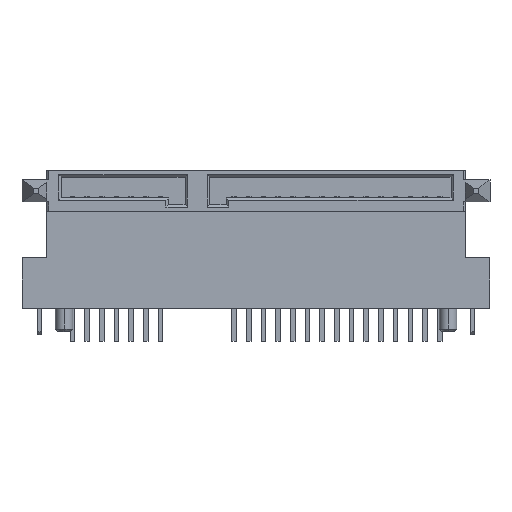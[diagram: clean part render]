
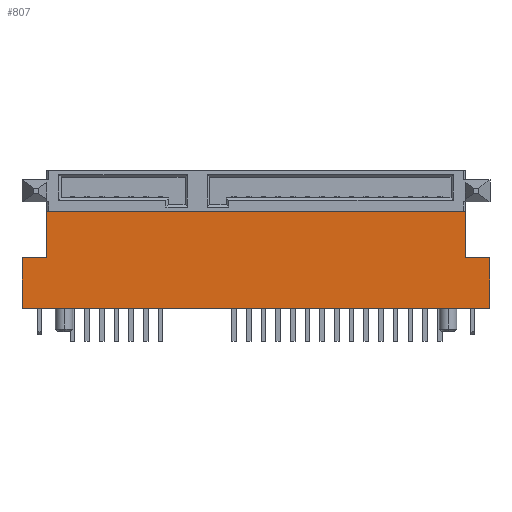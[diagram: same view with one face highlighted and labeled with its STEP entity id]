
A CAD part, front view. The second image highlights one B-rep face of the part: STEP entity #807.
In plain terms, the highlighted planar face has unit normal (0, -1, 0).
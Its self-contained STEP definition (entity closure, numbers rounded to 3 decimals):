
#807=ADVANCED_FACE('',(#1910),#17596,.T.);
#1910=FACE_OUTER_BOUND('',#3053,.T.);
#3053=EDGE_LOOP('',(#4659,#4660,#4661,#4662,#4663,#4664,#4665,#4666,#4667,
#4668));
#4659=ORIENTED_EDGE('',*,*,#9791,.F.);
#4660=ORIENTED_EDGE('',*,*,#9792,.F.);
#4661=ORIENTED_EDGE('',*,*,#9793,.F.);
#4662=ORIENTED_EDGE('',*,*,#9794,.F.);
#4663=ORIENTED_EDGE('',*,*,#9795,.F.);
#4664=ORIENTED_EDGE('',*,*,#9796,.F.);
#4665=ORIENTED_EDGE('',*,*,#9703,.T.);
#4666=ORIENTED_EDGE('',*,*,#9706,.F.);
#4667=ORIENTED_EDGE('',*,*,#9689,.T.);
#4668=ORIENTED_EDGE('',*,*,#9790,.T.);
#9689=EDGE_CURVE('',#15204,#15203,#12440,.T.);
#9703=EDGE_CURVE('',#15218,#15217,#12454,.T.);
#9706=EDGE_CURVE('',#15204,#15217,#12457,.T.);
#9790=EDGE_CURVE('',#15203,#15279,#12541,.T.);
#9791=EDGE_CURVE('',#15280,#15279,#12542,.T.);
#9792=EDGE_CURVE('',#15281,#15280,#12543,.T.);
#9793=EDGE_CURVE('',#15282,#15281,#12544,.T.);
#9794=EDGE_CURVE('',#15283,#15282,#12545,.T.);
#9795=EDGE_CURVE('',#15284,#15283,#12546,.T.);
#9796=EDGE_CURVE('',#15218,#15284,#12547,.T.);
#12440=B_SPLINE_CURVE_WITH_KNOTS('',1,(#23317,#23318),.UNSPECIFIED.,.F.,
 .F.,(2,2),(-1.6,0.),.UNSPECIFIED.);
#12454=B_SPLINE_CURVE_WITH_KNOTS('',1,(#23345,#23346),.UNSPECIFIED.,.F.,
 .F.,(2,2),(-4.025,0.),.UNSPECIFIED.);
#12457=B_SPLINE_CURVE_WITH_KNOTS('',1,(#23351,#23352),.UNSPECIFIED.,.F.,
 .F.,(2,2),(0.,36.19),.UNSPECIFIED.);
#12541=B_SPLINE_CURVE_WITH_KNOTS('',1,(#23519,#23520),.UNSPECIFIED.,.F.,
 .F.,(2,2),(-0.02,0.),.UNSPECIFIED.);
#12542=B_SPLINE_CURVE_WITH_KNOTS('',1,(#23521,#23522),.UNSPECIFIED.,.F.,
 .F.,(2,2),(-5.625,0.),.UNSPECIFIED.);
#12543=B_SPLINE_CURVE_WITH_KNOTS('',1,(#23523,#23524),.UNSPECIFIED.,.F.,
 .F.,(2,2),(-2.11,0.),.UNSPECIFIED.);
#12544=B_SPLINE_CURVE_WITH_KNOTS('',1,(#23525,#23526),.UNSPECIFIED.,.F.,
 .F.,(2,2),(-4.375,0.),.UNSPECIFIED.);
#12545=B_SPLINE_CURVE_WITH_KNOTS('',1,(#23527,#23528),.UNSPECIFIED.,.F.,
 .F.,(2,2),(-40.43,0.),.UNSPECIFIED.);
#12546=B_SPLINE_CURVE_WITH_KNOTS('',1,(#23529,#23530),.UNSPECIFIED.,.F.,
 .F.,(2,2),(-4.375,0.),.UNSPECIFIED.);
#12547=B_SPLINE_CURVE_WITH_KNOTS('',1,(#23531,#23532),.UNSPECIFIED.,.F.,
 .F.,(2,2),(-2.11,0.),.UNSPECIFIED.);
#15203=VERTEX_POINT('',#22477);
#15204=VERTEX_POINT('',#22478);
#15217=VERTEX_POINT('',#22491);
#15218=VERTEX_POINT('',#22492);
#15279=VERTEX_POINT('',#22553);
#15280=VERTEX_POINT('',#22554);
#15281=VERTEX_POINT('',#22555);
#15282=VERTEX_POINT('',#22556);
#15283=VERTEX_POINT('',#22557);
#15284=VERTEX_POINT('',#22558);
#17596=PLANE('',#18159);
#18159=AXIS2_PLACEMENT_3D('',#19155,#18621,$);
#18621=DIRECTION('',(0.,-1.,0.));
#19155=CARTESIAN_POINT('',(24.248,-4.86,-10.26));
#22477=CARTESIAN_POINT('',(-18.095,-4.86,0.74));
#22478=CARTESIAN_POINT('',(-18.095,-4.86,-0.86));
#22491=CARTESIAN_POINT('',(18.095,-4.86,-0.86));
#22492=CARTESIAN_POINT('',(18.095,-4.86,-4.885));
#22553=CARTESIAN_POINT('',(-18.115,-4.86,0.74));
#22554=CARTESIAN_POINT('',(-18.115,-4.86,-4.885));
#22555=CARTESIAN_POINT('',(-20.225,-4.86,-4.885));
#22556=CARTESIAN_POINT('',(-20.225,-4.86,-9.26));
#22557=CARTESIAN_POINT('',(20.205,-4.86,-9.26));
#22558=CARTESIAN_POINT('',(20.205,-4.86,-4.885));
#23317=CARTESIAN_POINT('',(-18.095,-4.86,-0.86));
#23318=CARTESIAN_POINT('',(-18.095,-4.86,0.74));
#23345=CARTESIAN_POINT('',(18.095,-4.86,-4.885));
#23346=CARTESIAN_POINT('',(18.095,-4.86,-0.86));
#23351=CARTESIAN_POINT('',(-18.095,-4.86,-0.86));
#23352=CARTESIAN_POINT('',(18.095,-4.86,-0.86));
#23519=CARTESIAN_POINT('',(-18.095,-4.86,0.74));
#23520=CARTESIAN_POINT('',(-18.115,-4.86,0.74));
#23521=CARTESIAN_POINT('',(-18.115,-4.86,-4.885));
#23522=CARTESIAN_POINT('',(-18.115,-4.86,0.74));
#23523=CARTESIAN_POINT('',(-20.225,-4.86,-4.885));
#23524=CARTESIAN_POINT('',(-18.115,-4.86,-4.885));
#23525=CARTESIAN_POINT('',(-20.225,-4.86,-9.26));
#23526=CARTESIAN_POINT('',(-20.225,-4.86,-4.885));
#23527=CARTESIAN_POINT('',(20.205,-4.86,-9.26));
#23528=CARTESIAN_POINT('',(-20.225,-4.86,-9.26));
#23529=CARTESIAN_POINT('',(20.205,-4.86,-4.885));
#23530=CARTESIAN_POINT('',(20.205,-4.86,-9.26));
#23531=CARTESIAN_POINT('',(18.095,-4.86,-4.885));
#23532=CARTESIAN_POINT('',(20.205,-4.86,-4.885));
